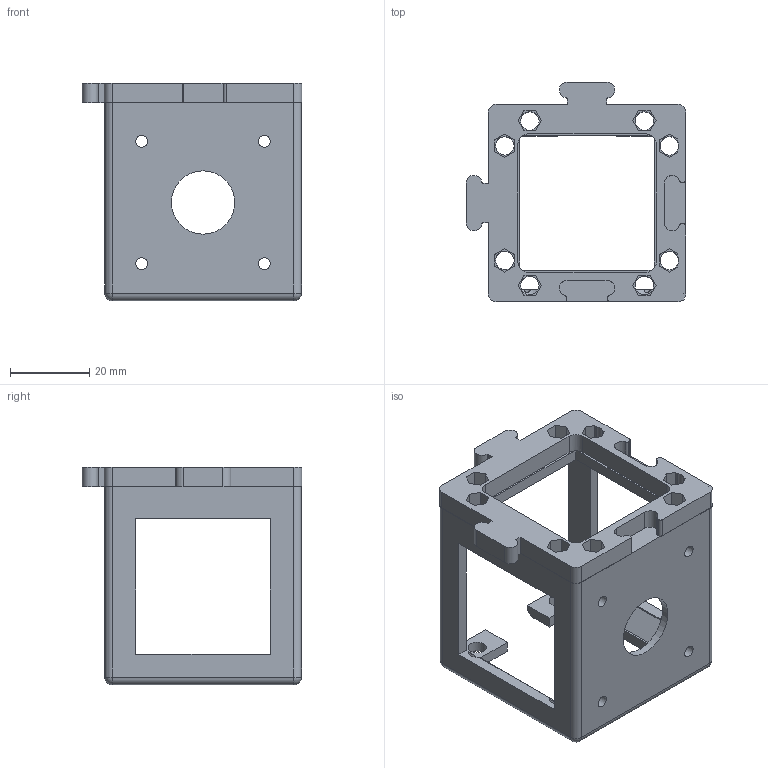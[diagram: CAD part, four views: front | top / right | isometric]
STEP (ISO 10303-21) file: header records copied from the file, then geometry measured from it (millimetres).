
FILE_DESCRIPTION(/* description */ (''),/* implementation_level */ '2;1');
FILE_NAME(/* name */ '40_Perestaltic_Pump_NEMA17_Body.ipt.step',/* time_stamp */ '2022-11-29T08:27:49+01:00',/* author */ ('diederichbenedict'),/* organization */ (''),/* preprocessor_version */ 'ST-DEVELOPER v18.1',/* originating_system */ 'Autodesk Inventor 2022',/* authorisation */ '');
FILE_SCHEMA (('AUTOMOTIVE_DESIGN { 1 0 10303 214 3 1 1 }'));
Length unit declared in the file: millimetre
Products named in the file (1): 40_Perestaltic_Pump_NEMA17_Body
Bounding box: 55.6 x 55.6 x 55.1 mm (x, y, z)
Volume: 23068.1 mm3; surface area: 18034.1 mm2
Topology: 1 solids, 1 shells, 224 faces, 692 edges, 453 vertices
Faces by surface type: plane 148, cylinder 70, sphere 4, cone 2
Full cylindrical faces by diameter (mm): 2.8 x4, 3 x4, 3.2 x4, 4.7 x16, 5.5 x4, 16 x1, 28 x1
Entity records: 8008 total; most frequent: CARTESIAN_POINT 1503, ORIENTED_EDGE 1384, DIRECTION 1329, EDGE_CURVE 692, LINE 473, VECTOR 473, VERTEX_POINT 453, AXIS2_PLACEMENT_3D 428
